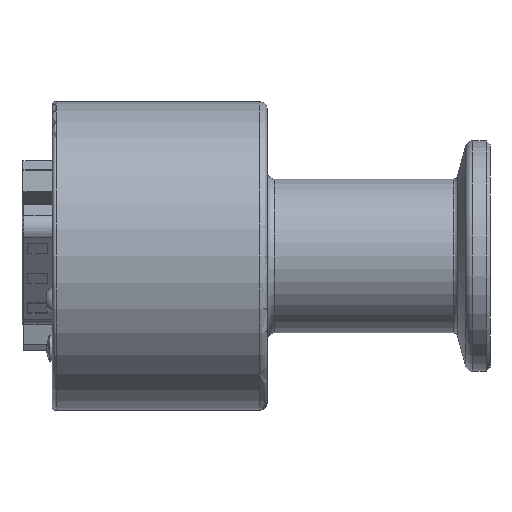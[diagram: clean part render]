
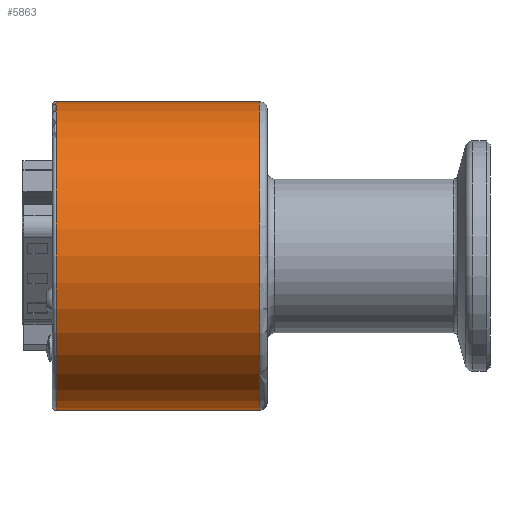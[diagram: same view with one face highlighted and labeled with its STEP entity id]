
A CAD part, left-side view. The second image highlights one B-rep face of the part: STEP entity #5863.
In plain terms, the highlighted cylindrical face has radius 20.1 mm (diameter 40.2 mm), a partial arc.
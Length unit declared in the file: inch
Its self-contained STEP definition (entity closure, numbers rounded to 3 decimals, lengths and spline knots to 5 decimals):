
#24 = VERTEX_POINT ( 'NONE', #110 ) ;
#110 = CARTESIAN_POINT ( 'NONE',  ( -0.00001, 1.75197, 0.79136 ) ) ;
#517 = EDGE_CURVE ( 'NONE', #4781, #7706, #8585, .T. ) ;
#536 = CIRCLE ( 'NONE', #6950, 0.79134 ) ;
#735 = EDGE_LOOP ( 'NONE', ( #7048, #5694, #2314, #5380 ) ) ;
#1076 = EDGE_CURVE ( 'NONE', #7706, #24, #8978, .T. ) ;
#1758 = DIRECTION ( 'NONE',  ( 0., 1., 0. ) ) ;
#1814 = DIRECTION ( 'NONE',  ( 0., 0., 1. ) ) ;
#2293 = CARTESIAN_POINT ( 'NONE',  ( -0.00001, 1.69291, -0.79132 ) ) ;
#2314 = ORIENTED_EDGE ( 'NONE', *, *, #1076, .T. ) ;
#2355 = EDGE_CURVE ( 'NONE', #24, #7282, #536, .T. ) ;
#2429 = CARTESIAN_POINT ( 'NONE',  ( -0.00001, 1.75197, 0.00002 ) ) ;
#2743 = CARTESIAN_POINT ( 'NONE',  ( -0.00001, 1.69291, 0.79136 ) ) ;
#3059 = CARTESIAN_POINT ( 'NONE',  ( -0.00001, 0.70866, 0.79136 ) ) ;
#3542 = DIRECTION ( 'NONE',  ( 0., 1., 0. ) ) ;
#4291 = AXIS2_PLACEMENT_3D ( 'NONE', #8580, #1758, #1814 ) ;
#4781 = VERTEX_POINT ( 'NONE', #9304 ) ;
#5380 = ORIENTED_EDGE ( 'NONE', *, *, #2355, .T. ) ;
#5652 = AXIS2_PLACEMENT_3D ( 'NONE', #5734, #9225, #10897 ) ;
#5694 = ORIENTED_EDGE ( 'NONE', *, *, #517, .T. ) ;
#5734 = CARTESIAN_POINT ( 'NONE',  ( -0.00001, 0.70866, 0.00002 ) ) ;
#5863 = ADVANCED_FACE ( 'NONE', ( #6103 ), #9616, .T. ) ;
#5919 = DIRECTION ( 'NONE',  ( 0., 0., 1. ) ) ;
#6103 = FACE_OUTER_BOUND ( 'NONE', #735, .T. ) ;
#6770 = EDGE_CURVE ( 'NONE', #4781, #7282, #6799, .T. ) ;
#6799 = LINE ( 'NONE', #2293, #10333 ) ;
#6950 = AXIS2_PLACEMENT_3D ( 'NONE', #2429, #7625, #5919 ) ;
#7048 = ORIENTED_EDGE ( 'NONE', *, *, #6770, .F. ) ;
#7282 = VERTEX_POINT ( 'NONE', #9575 ) ;
#7625 = DIRECTION ( 'NONE',  ( 0., -1., 0. ) ) ;
#7652 = VECTOR ( 'NONE', #3542, 39.37008 ) ;
#7706 = VERTEX_POINT ( 'NONE', #3059 ) ;
#8580 = CARTESIAN_POINT ( 'NONE',  ( -0.00001, 1.69291, 0.00002 ) ) ;
#8585 = CIRCLE ( 'NONE', #5652, 0.79134 ) ;
#8978 = LINE ( 'NONE', #2743, #7652 ) ;
#9225 = DIRECTION ( 'NONE',  ( 0., 1., 0. ) ) ;
#9304 = CARTESIAN_POINT ( 'NONE',  ( -0.00001, 0.70866, -0.79132 ) ) ;
#9457 = DIRECTION ( 'NONE',  ( 0., 1., 0. ) ) ;
#9575 = CARTESIAN_POINT ( 'NONE',  ( -0.00001, 1.75197, -0.79132 ) ) ;
#9616 = CYLINDRICAL_SURFACE ( 'NONE', #4291, 0.79134 ) ;
#10333 = VECTOR ( 'NONE', #9457, 39.37008 ) ;
#10897 = DIRECTION ( 'NONE',  ( 0., 0., 1. ) ) ;
